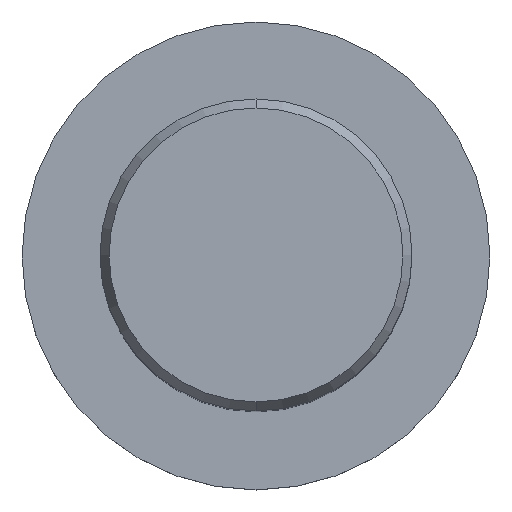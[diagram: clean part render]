
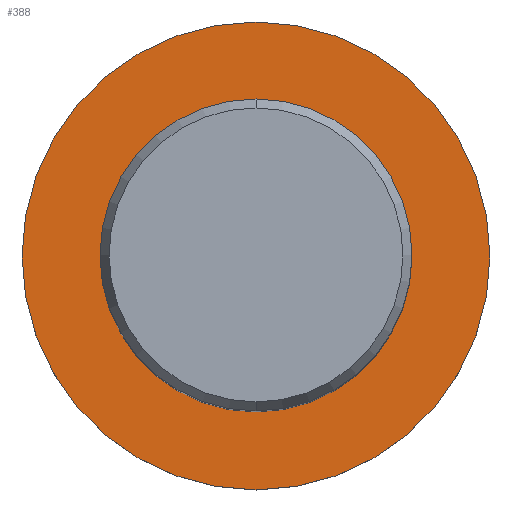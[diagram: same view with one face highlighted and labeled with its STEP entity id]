
A CAD part, top view. The second image highlights one B-rep face of the part: STEP entity #388.
In plain terms, the highlighted planar face has unit normal (0, 0, 1).
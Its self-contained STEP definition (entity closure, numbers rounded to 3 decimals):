
#248=VERTEX_POINT('',#587);
#294=VERTEX_POINT('',#636);
#296=EDGE_CURVE('',#294,#248,#638,.T.);
#340=VERTEX_POINT('',#688);
#344=EDGE_CURVE('',#488,#340,#693,.T.);
#388=ADVANCED_FACE('',(#739,#740),#741,.T.);
#440=EDGE_CURVE('',#248,#294,#800,.T.);
#488=VERTEX_POINT('',#851);
#502=EDGE_CURVE('',#340,#488,#866,.T.);
#587=CARTESIAN_POINT('',(0.,-16.0,-60.0));
#636=CARTESIAN_POINT('',(0.0,16.0,-60.0));
#638=CIRCLE('',#1058,16.0);
#688=CARTESIAN_POINT('',(0.,-24.0,-60.0));
#693=CIRCLE('',#1149,24.0);
#739=FACE_BOUND('',#1290,.T.);
#740=FACE_OUTER_BOUND('',#1291,.T.);
#741=PLANE('',#1292);
#800=CIRCLE('',#1450,16.0);
#851=CARTESIAN_POINT('',(0.0,24.0,-60.0));
#866=CIRCLE('',#1600,24.0);
#1058=AXIS2_PLACEMENT_3D('',#1712,#1713,#1714);
#1149=AXIS2_PLACEMENT_3D('',#1808,#1809,#1810);
#1290=EDGE_LOOP('',(#1847,#1848));
#1291=EDGE_LOOP('',(#1849,#1850));
#1292=AXIS2_PLACEMENT_3D('',#1851,#1852,#1853);
#1450=AXIS2_PLACEMENT_3D('',#1930,#1931,#1932);
#1600=AXIS2_PLACEMENT_3D('',#2001,#2002,#2003);
#1712=CARTESIAN_POINT('',(0.0,0.0,-60.0));
#1713=DIRECTION('',(-0.0,0.0,-1.0));
#1714=DIRECTION('',(0.0,1.0,0.0));
#1808=CARTESIAN_POINT('',(0.0,0.0,-60.0));
#1809=DIRECTION('',(0.0,0.0,-1.0));
#1810=DIRECTION('',(0.0,1.0,0.0));
#1847=ORIENTED_EDGE('',*,*,#296,.T.);
#1848=ORIENTED_EDGE('',*,*,#440,.T.);
#1849=ORIENTED_EDGE('',*,*,#344,.F.);
#1850=ORIENTED_EDGE('',*,*,#502,.F.);
#1851=CARTESIAN_POINT('',(0.0,12.0,-60.0));
#1852=DIRECTION('',(-0.0,0.0,1.0));
#1853=DIRECTION('',(0.0,-1.0,0.0));
#1930=CARTESIAN_POINT('',(0.0,0.0,-60.0));
#1931=DIRECTION('',(-0.0,0.0,-1.0));
#1932=DIRECTION('',(0.0,1.0,0.0));
#2001=CARTESIAN_POINT('',(0.0,0.0,-60.0));
#2002=DIRECTION('',(0.0,0.0,-1.0));
#2003=DIRECTION('',(0.0,1.0,0.0));
